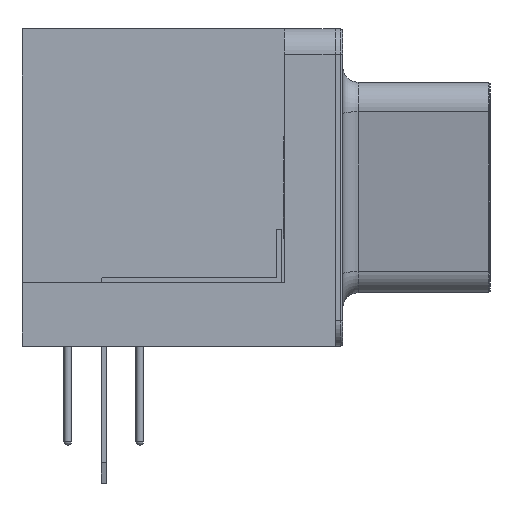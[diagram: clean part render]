
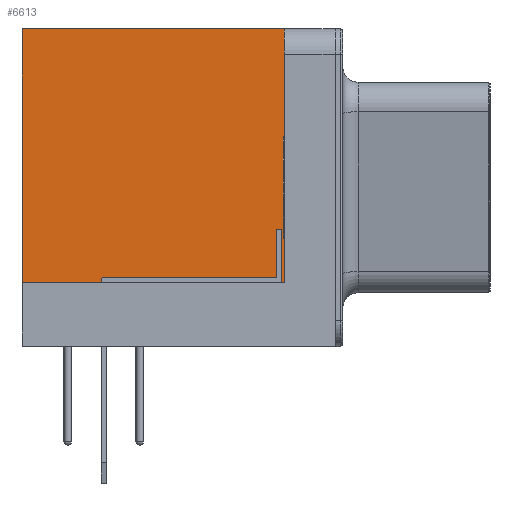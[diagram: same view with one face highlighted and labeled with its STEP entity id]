
A CAD part, left-side view. The second image highlights one B-rep face of the part: STEP entity #6613.
In plain terms, the highlighted planar face has unit normal (-1, 0, 0).
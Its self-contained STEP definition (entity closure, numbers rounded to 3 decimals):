
#5159 = VERTEX_POINT('',#5160);
#5160 = CARTESIAN_POINT('',(-4.27,1.8,12.5));
#5166 = EDGE_CURVE('',#5167,#5159,#5169,.T.);
#5167 = VERTEX_POINT('',#5168);
#5168 = CARTESIAN_POINT('',(-4.27,-8.54,12.5));
#5169 = LINE('',#5170,#5171);
#5170 = CARTESIAN_POINT('',(-4.27,-9.54,12.5));
#5171 = VECTOR('',#5172,1.);
#5172 = DIRECTION('',(0.,1.,0.));
#5256 = EDGE_CURVE('',#5257,#5159,#5259,.T.);
#5257 = VERTEX_POINT('',#5258);
#5258 = CARTESIAN_POINT('',(-4.27,1.8,2.5));
#5259 = LINE('',#5260,#5261);
#5260 = CARTESIAN_POINT('',(-4.27,1.8,4.375));
#5261 = VECTOR('',#5262,1.);
#5262 = DIRECTION('',(0.,0.,1.));
#6443 = VERTEX_POINT('',#6444);
#6444 = CARTESIAN_POINT('',(-4.27,-8.54,2.5));
#6450 = EDGE_CURVE('',#6443,#5167,#6451,.T.);
#6451 = LINE('',#6452,#6453);
#6452 = CARTESIAN_POINT('',(-4.27,-8.54,2.5));
#6453 = VECTOR('',#6454,1.);
#6454 = DIRECTION('',(0.,0.,1.));
#6480 = EDGE_CURVE('',#6443,#5257,#6481,.T.);
#6481 = LINE('',#6482,#6483);
#6482 = CARTESIAN_POINT('',(-4.27,-8.54,2.5));
#6483 = VECTOR('',#6484,1.);
#6484 = DIRECTION('',(0.,1.,0.));
#6613 = ADVANCED_FACE('',(#6614),#6620,.F.);
#6614 = FACE_BOUND('',#6615,.F.);
#6615 = EDGE_LOOP('',(#6616,#6617,#6618,#6619));
#6616 = ORIENTED_EDGE('',*,*,#6450,.F.);
#6617 = ORIENTED_EDGE('',*,*,#6480,.T.);
#6618 = ORIENTED_EDGE('',*,*,#5256,.T.);
#6619 = ORIENTED_EDGE('',*,*,#5166,.F.);
#6620 = PLANE('',#6621);
#6621 = AXIS2_PLACEMENT_3D('',#6622,#6623,#6624);
#6622 = CARTESIAN_POINT('',(-4.27,-8.54,2.5));
#6623 = DIRECTION('',(1.,0.,0.));
#6624 = DIRECTION('',(0.,0.,1.));
